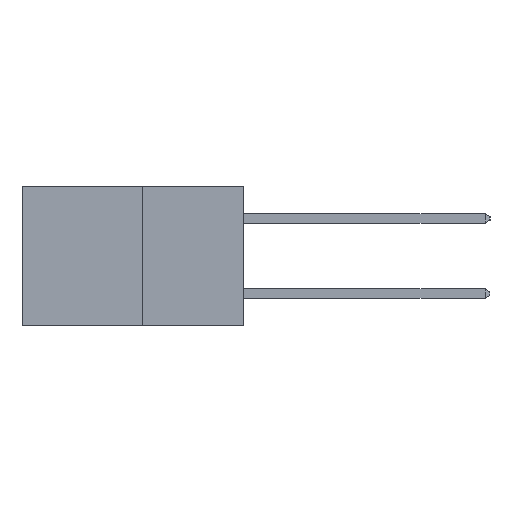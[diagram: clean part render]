
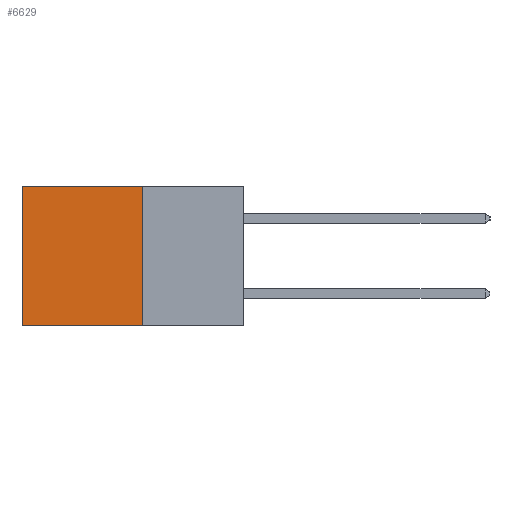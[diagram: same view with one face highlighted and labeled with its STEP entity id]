
A CAD part, left-side view. The second image highlights one B-rep face of the part: STEP entity #6629.
In plain terms, the highlighted planar face has unit normal (-1, 0, 0).
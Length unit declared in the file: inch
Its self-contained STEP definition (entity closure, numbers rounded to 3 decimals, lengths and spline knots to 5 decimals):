
#448 = VERTEX_POINT ( 'NONE', #3250 ) ;
#482 = CARTESIAN_POINT ( 'NONE',  ( 0.277, 0.27, 0. ) ) ;
#786 = VERTEX_POINT ( 'NONE', #482 ) ;
#1182 = FACE_OUTER_BOUND ( 'NONE', #1864, .T. ) ;
#1188 = ORIENTED_EDGE ( 'NONE', *, *, #3724, .T. ) ;
#1321 = LINE ( 'NONE', #5686, #4886 ) ;
#1343 = VERTEX_POINT ( 'NONE', #2444 ) ;
#1728 = EDGE_CURVE ( 'NONE', #786, #1343, #7695, .T. ) ;
#1864 = EDGE_LOOP ( 'NONE', ( #1188, #2160, #3347, #6213 ) ) ;
#2160 = ORIENTED_EDGE ( 'NONE', *, *, #4004, .F. ) ;
#2269 = VERTEX_POINT ( 'NONE', #7939 ) ;
#2397 = DIRECTION ( 'NONE',  ( 0., 1., 0. ) ) ;
#2444 = CARTESIAN_POINT ( 'NONE',  ( 0.277, 0.27, -0.37 ) ) ;
#2578 = AXIS2_PLACEMENT_3D ( 'NONE', #6771, #3270, #2637 ) ;
#2601 = CARTESIAN_POINT ( 'NONE',  ( 0.277, 0.27, 0. ) ) ;
#2637 = DIRECTION ( 'NONE',  ( 0., 0., -1. ) ) ;
#2658 = DIRECTION ( 'NONE',  ( 0., 1., 0. ) ) ;
#3250 = CARTESIAN_POINT ( 'NONE',  ( 0.277, 0.59, -0.37 ) ) ;
#3270 = DIRECTION ( 'NONE',  ( 1., 0., 0. ) ) ;
#3347 = ORIENTED_EDGE ( 'NONE', *, *, #1728, .F. ) ;
#3724 = EDGE_CURVE ( 'NONE', #2269, #448, #1321, .T. ) ;
#3751 = LINE ( 'NONE', #2601, #5375 ) ;
#3827 = EDGE_CURVE ( 'NONE', #786, #2269, #3751, .T. ) ;
#4004 = EDGE_CURVE ( 'NONE', #1343, #448, #5267, .T. ) ;
#4886 = VECTOR ( 'NONE', #5657, 39.37008 ) ;
#5267 = LINE ( 'NONE', #5601, #7213 ) ;
#5375 = VECTOR ( 'NONE', #2397, 39.37008 ) ;
#5601 = CARTESIAN_POINT ( 'NONE',  ( 0.277, 0.27, -0.37 ) ) ;
#5657 = DIRECTION ( 'NONE',  ( 0., 0., -1. ) ) ;
#5686 = CARTESIAN_POINT ( 'NONE',  ( 0.277, 0.59, -0.37 ) ) ;
#6213 = ORIENTED_EDGE ( 'NONE', *, *, #3827, .T. ) ;
#6629 = ADVANCED_FACE ( 'NONE', ( #1182 ), #6808, .F. ) ;
#6771 = CARTESIAN_POINT ( 'NONE',  ( 0.277, 0.27, -0.37 ) ) ;
#6808 = PLANE ( 'NONE',  #2578 ) ;
#7025 = CARTESIAN_POINT ( 'NONE',  ( 0.277, 0.27, -0.37 ) ) ;
#7213 = VECTOR ( 'NONE', #2658, 39.37008 ) ;
#7227 = DIRECTION ( 'NONE',  ( 0., 0., -1. ) ) ;
#7541 = VECTOR ( 'NONE', #7227, 39.37008 ) ;
#7695 = LINE ( 'NONE', #7025, #7541 ) ;
#7939 = CARTESIAN_POINT ( 'NONE',  ( 0.277, 0.59, 0. ) ) ;
